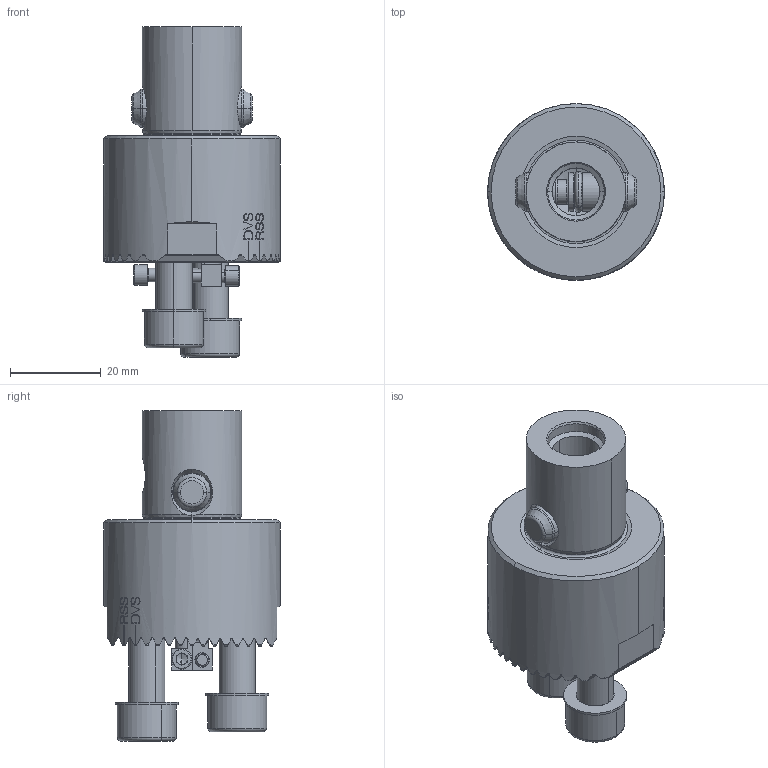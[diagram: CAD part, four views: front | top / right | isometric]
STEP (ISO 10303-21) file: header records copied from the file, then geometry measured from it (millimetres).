
FILE_DESCRIPTION(('no description'),'unknown implementation level');
FILE_NAME('6DB78269-F625-4884-AF28-8C4DB2933F6D_export.stp',' ',('CIMSOURCE GmbH'),('CADClick - KiM GmbH - www.kimweb.de'),'unknown preprocess','ACIS','unknown authorization');
FILE_SCHEMA(('automotive_design'));
Length unit declared in the file: millimetre
Products named in the file (11): 319.401 Kaiser SW41-54(66)xCK4|693.178 Kaiser ETL �8.4_14L_eingebaut (flach);Rotation1; 319.401 Kaiser SW41-54(66)xCK4|690.194 Kaiser ETL M3x11.5 spez;Linear austragen2; 319.401 Kaiser SW41-54(66)xCK4|319.450 Kaiser ETL SW41;Fase6; 319.401 Kaiser SW41-54(66)xCK4|319.430 Kaiser SW41xCK4;Kreismuster9; 319.401 Kaiser SW41-54(66)xCK4|690.163 Kaiser ETL M8x25;Hex; 319.401 Kaiser SW41-54(66)xCK4|690.189 Kaiser ETL M3x16;Verrundung2; 319.401 Kaiser SW41-54(66)xCK4|691.504 Kaiser ETL D8,5 X 27K|692.286 O-Ring 6x1.5;Rotation1; 319.401 Kaiser SW41-54(66)xCK4|691.504 Kaiser ETL D8,5 X 27K|691.524 Mitnehmerbolzen;Rotation1
Bounding box: 39 x 39 x 72.94 mm (x, y, z)
Volume: 42069.1 mm3; surface area: 16159.6 mm2
Topology: 11 solids, 11 shells, 752 faces, 1972 edges, 1255 vertices
Faces by surface type: plane 264, cylinder 208, bspline 130, cone 98, torus 46, sphere 6
Entity records: 62245 total; most frequent: CARTESIAN_POINT 22539, STYLED_ITEM 3976, PRESENTATION_STYLE_ASSIGNMENT 3976, COLOUR_RGB 3976, ORIENTED_EDGE 3916, DIRECTION 3238, EDGE_CURVE 1958, CURVE_STYLE 1958
